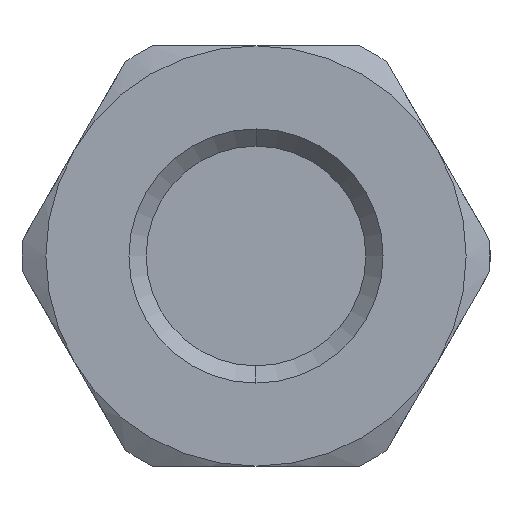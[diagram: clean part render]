
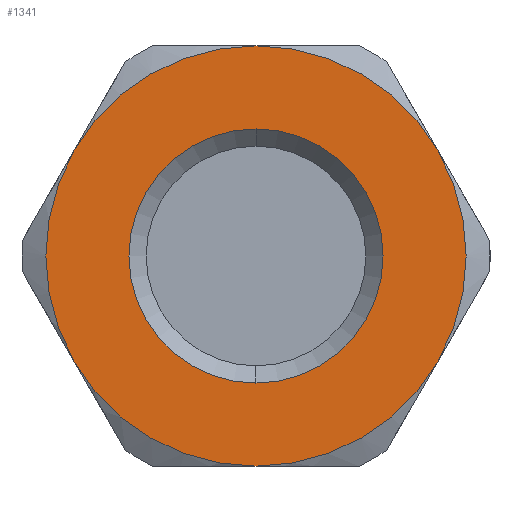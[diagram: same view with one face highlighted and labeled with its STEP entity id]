
A CAD part, left-side view. The second image highlights one B-rep face of the part: STEP entity #1341.
In plain terms, the highlighted planar face has unit normal (-1, 0, 0).
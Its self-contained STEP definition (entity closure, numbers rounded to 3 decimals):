
#187 = AXIS2_PLACEMENT_3D ( 'NONE', #4236, #4237, #4238 ) ;
#290 = ORIENTED_EDGE ( 'NONE', *, *, #2216, .F. ) ;
#291 = ORIENTED_EDGE ( 'NONE', *, *, #2213, .F. ) ;
#292 = ORIENTED_EDGE ( 'NONE', *, *, #2210, .F. ) ;
#293 = ORIENTED_EDGE ( 'NONE', *, *, #2207, .F. ) ;
#294 = ORIENTED_EDGE ( 'NONE', *, *, #2201, .F. ) ;
#295 = ORIENTED_EDGE ( 'NONE', *, *, #2223, .T. ) ;
#296 = ORIENTED_EDGE ( 'NONE', *, *, #3149, .T. ) ;
#754 = AXIS2_PLACEMENT_3D ( 'NONE', #2597, #2598, #2599 ) ;
#755 = AXIS2_PLACEMENT_3D ( 'NONE', #2606, #2607, #2608 ) ;
#756 = AXIS2_PLACEMENT_3D ( 'NONE', #2629, #2630, #2631 ) ;
#757 = AXIS2_PLACEMENT_3D ( 'NONE', #2644, #2645, #2646 ) ;
#758 = AXIS2_PLACEMENT_3D ( 'NONE', #2661, #2662, #2663 ) ;
#759 = AXIS2_PLACEMENT_3D ( 'NONE', #2678, #2679, #2680 ) ;
#766 = AXIS2_PLACEMENT_3D ( 'NONE', #4198, #4199, #4200 ) ;
#846 = AXIS2_PLACEMENT_3D ( 'NONE', #1927, #1928, #1929 ) ;
#891 = ORIENTED_EDGE ( 'NONE', *, *, #2203, .F. ) ;
#1341 = ADVANCED_FACE ( 'NONE', ( #1606, #1607 ), #1926, .T. ) ;
#1606 = FACE_BOUND ( 'NONE', #1783, .T. ) ;
#1607 = FACE_OUTER_BOUND ( 'NONE', #1784, .T. ) ;
#1736 = CIRCLE ( 'NONE', #754, 11. ) ;
#1737 = CIRCLE ( 'NONE', #755, 11. ) ;
#1738 = CIRCLE ( 'NONE', #756, 11. ) ;
#1739 = CIRCLE ( 'NONE', #757, 11. ) ;
#1740 = CIRCLE ( 'NONE', #758, 11. ) ;
#1741 = CIRCLE ( 'NONE', #759, 11. ) ;
#1748 = CIRCLE ( 'NONE', #766, 6.65 ) ;
#1783 = EDGE_LOOP ( 'NONE', ( #296, #295 ) ) ;
#1784 = EDGE_LOOP ( 'NONE', ( #294, #293, #292, #291, #290, #891 ) ) ;
#1926 = PLANE ( 'NONE',  #846 ) ;
#1927 = CARTESIAN_POINT ( 'NONE',  ( 0., -33.038, 0. ) ) ;
#1928 = DIRECTION ( 'NONE',  ( -1., 0., 0. ) ) ;
#1929 = DIRECTION ( 'NONE',  ( 0., 0., 1. ) ) ;
#2201 = EDGE_CURVE ( 'NONE', #3754, #3750, #1736, .T. ) ;
#2203 = EDGE_CURVE ( 'NONE', #3750, #3746, #1737, .T. ) ;
#2207 = EDGE_CURVE ( 'NONE', #3755, #3754, #1738, .T. ) ;
#2210 = EDGE_CURVE ( 'NONE', #3751, #3755, #1739, .T. ) ;
#2213 = EDGE_CURVE ( 'NONE', #3745, #3751, #1740, .T. ) ;
#2216 = EDGE_CURVE ( 'NONE', #3746, #3745, #1741, .T. ) ;
#2223 = EDGE_CURVE ( 'NONE', #3981, #3982, #1748, .T. ) ;
#2363 = CARTESIAN_POINT ( 'NONE',  ( 0., 0., -6.65 ) ) ;
#2364 = CARTESIAN_POINT ( 'NONE',  ( 0., 0., 6.65 ) ) ;
#2597 = CARTESIAN_POINT ( 'NONE',  ( 0., 0., 0. ) ) ;
#2598 = DIRECTION ( 'NONE',  ( 1., 0., 0. ) ) ;
#2599 = DIRECTION ( 'NONE',  ( 0., 0., -1. ) ) ;
#2606 = CARTESIAN_POINT ( 'NONE',  ( 0., 0., 0. ) ) ;
#2607 = DIRECTION ( 'NONE',  ( 1., 0., 0. ) ) ;
#2608 = DIRECTION ( 'NONE',  ( 0., 0., -1. ) ) ;
#2629 = CARTESIAN_POINT ( 'NONE',  ( 0., 0., 0. ) ) ;
#2630 = DIRECTION ( 'NONE',  ( 1., 0., 0. ) ) ;
#2631 = DIRECTION ( 'NONE',  ( 0., 0., -1. ) ) ;
#2644 = CARTESIAN_POINT ( 'NONE',  ( 0., 0., 0. ) ) ;
#2645 = DIRECTION ( 'NONE',  ( 1., 0., 0. ) ) ;
#2646 = DIRECTION ( 'NONE',  ( 0., 0., -1. ) ) ;
#2661 = CARTESIAN_POINT ( 'NONE',  ( 0., 0., 0. ) ) ;
#2662 = DIRECTION ( 'NONE',  ( 1., 0., 0. ) ) ;
#2663 = DIRECTION ( 'NONE',  ( 0., 0., -1. ) ) ;
#2678 = CARTESIAN_POINT ( 'NONE',  ( 0., 0., 0. ) ) ;
#2679 = DIRECTION ( 'NONE',  ( 1., 0., 0. ) ) ;
#2680 = DIRECTION ( 'NONE',  ( 0., 0., -1. ) ) ;
#3149 = EDGE_CURVE ( 'NONE', #3982, #3981, #4020, .T. ) ;
#3564 = CARTESIAN_POINT ( 'NONE',  ( 0., 0., 11. ) ) ;
#3565 = CARTESIAN_POINT ( 'NONE',  ( 0., 9.526, 5.5 ) ) ;
#3569 = CARTESIAN_POINT ( 'NONE',  ( 0., 9.526, -5.5 ) ) ;
#3570 = CARTESIAN_POINT ( 'NONE',  ( 0., -9.526, 5.5 ) ) ;
#3573 = CARTESIAN_POINT ( 'NONE',  ( 0., 0., -11. ) ) ;
#3574 = CARTESIAN_POINT ( 'NONE',  ( 0., -9.526, -5.5 ) ) ;
#3745 = VERTEX_POINT ( 'NONE', #3564 ) ;
#3746 = VERTEX_POINT ( 'NONE', #3565 ) ;
#3750 = VERTEX_POINT ( 'NONE', #3569 ) ;
#3751 = VERTEX_POINT ( 'NONE', #3570 ) ;
#3754 = VERTEX_POINT ( 'NONE', #3573 ) ;
#3755 = VERTEX_POINT ( 'NONE', #3574 ) ;
#3981 = VERTEX_POINT ( 'NONE', #2363 ) ;
#3982 = VERTEX_POINT ( 'NONE', #2364 ) ;
#4020 = CIRCLE ( 'NONE', #187, 6.65 ) ;
#4198 = CARTESIAN_POINT ( 'NONE',  ( 0., 0., 0. ) ) ;
#4199 = DIRECTION ( 'NONE',  ( 1., 0., 0. ) ) ;
#4200 = DIRECTION ( 'NONE',  ( 0., 0., -1. ) ) ;
#4236 = CARTESIAN_POINT ( 'NONE',  ( 0., 0., 0. ) ) ;
#4237 = DIRECTION ( 'NONE',  ( 1., 0., 0. ) ) ;
#4238 = DIRECTION ( 'NONE',  ( 0., 0., -1. ) ) ;
